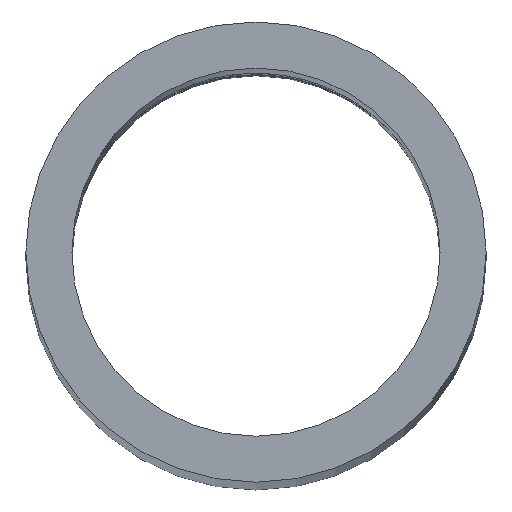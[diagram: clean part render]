
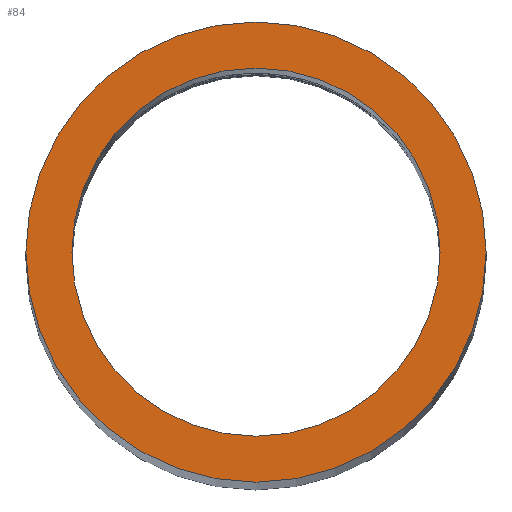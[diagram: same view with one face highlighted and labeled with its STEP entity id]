
A CAD part, top view. The second image highlights one B-rep face of the part: STEP entity #84.
In plain terms, the highlighted planar face has unit normal (0, 0, 1).
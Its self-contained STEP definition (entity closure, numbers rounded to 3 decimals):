
#84=ADVANCED_FACE('',(#159,#161),#163,.T.);
#159=FACE_BOUND('',#160,.T.);
#160=EDGE_LOOP('',(#200));
#161=FACE_BOUND('',#162,.T.);
#162=EDGE_LOOP('',(#201));
#163=PLANE('',#164);
#164=AXIS2_PLACEMENT_3D('',#165,#166,#167);
#165=CARTESIAN_POINT('',(0.,0.,97.));
#166=DIRECTION('',(0.,0.,1.));
#167=DIRECTION('',(-1.,0.,0.));
#200=ORIENTED_EDGE('',*,*,#211,.T.);
#201=ORIENTED_EDGE('',*,*,#206,.T.);
#206=EDGE_CURVE('',#216,#216,#217,.F.);
#211=EDGE_CURVE('',#226,#226,#227,.T.);
#216=VERTEX_POINT('',#236);
#217=CIRCLE('',#237,4.);
#226=VERTEX_POINT('',#827);
#227=CIRCLE('',#828,5.);
#236=CARTESIAN_POINT('',(-4.,0.,97.));
#237=AXIS2_PLACEMENT_3D('',#238,#239,#240);
#238=CARTESIAN_POINT('',(0.,0.,97.));
#239=DIRECTION('',(0.,0.,1.));
#240=DIRECTION('',(-1.,0.,0.));
#827=CARTESIAN_POINT('',(-5.,0.,97.));
#828=AXIS2_PLACEMENT_3D('',#829,#830,#831);
#829=CARTESIAN_POINT('',(0.,0.,97.));
#830=DIRECTION('',(0.,0.,1.));
#831=DIRECTION('',(-1.,0.,0.));
